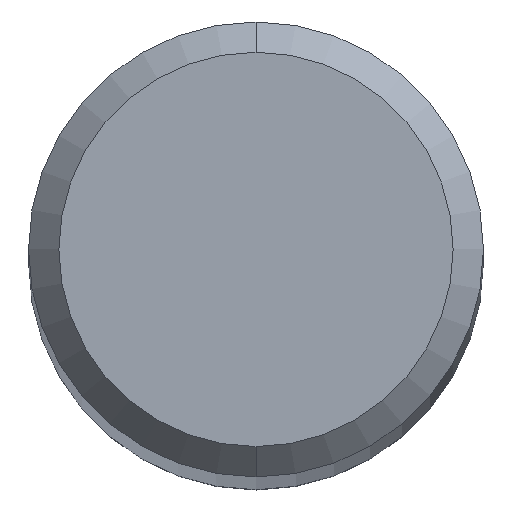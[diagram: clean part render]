
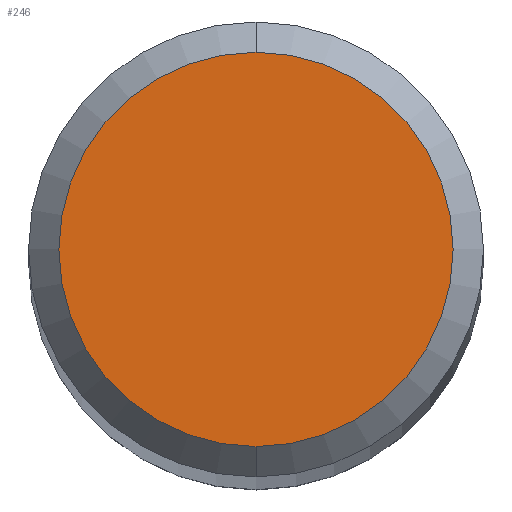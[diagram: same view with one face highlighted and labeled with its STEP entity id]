
A CAD part, top view. The second image highlights one B-rep face of the part: STEP entity #246.
In plain terms, the highlighted planar face has unit normal (0, 0, 1).
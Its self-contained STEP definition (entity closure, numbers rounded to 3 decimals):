
#246=ADVANCED_FACE('',(#520),#521,.T.);
#280=EDGE_CURVE('',#364,#350,#561,.T.);
#350=VERTEX_POINT('',#635);
#354=EDGE_CURVE('',#350,#364,#639,.T.);
#364=VERTEX_POINT('',#650);
#520=FACE_OUTER_BOUND('',#895,.T.);
#521=PLANE('',#896);
#561=CIRCLE('',#1018,2.6);
#635=CARTESIAN_POINT('',(0.,-2.6,0.0));
#639=CIRCLE('',#1169,2.6);
#650=CARTESIAN_POINT('',(0.0,2.6,0.0));
#895=EDGE_LOOP('',(#1397,#1398));
#896=AXIS2_PLACEMENT_3D('',#1399,#1400,#1401);
#1018=AXIS2_PLACEMENT_3D('',#1458,#1459,#1460);
#1169=AXIS2_PLACEMENT_3D('',#1521,#1522,#1523);
#1397=ORIENTED_EDGE('',*,*,#280,.F.);
#1398=ORIENTED_EDGE('',*,*,#354,.F.);
#1399=CARTESIAN_POINT('',(0.0,1.3,0.0));
#1400=DIRECTION('',(-0.0,0.0,1.0));
#1401=DIRECTION('',(0.0,-1.0,0.0));
#1458=CARTESIAN_POINT('',(0.0,0.0,0.0));
#1459=DIRECTION('',(0.0,0.0,-1.0));
#1460=DIRECTION('',(0.0,1.0,0.0));
#1521=CARTESIAN_POINT('',(0.0,0.0,0.0));
#1522=DIRECTION('',(0.0,0.0,-1.0));
#1523=DIRECTION('',(0.0,1.0,0.0));
